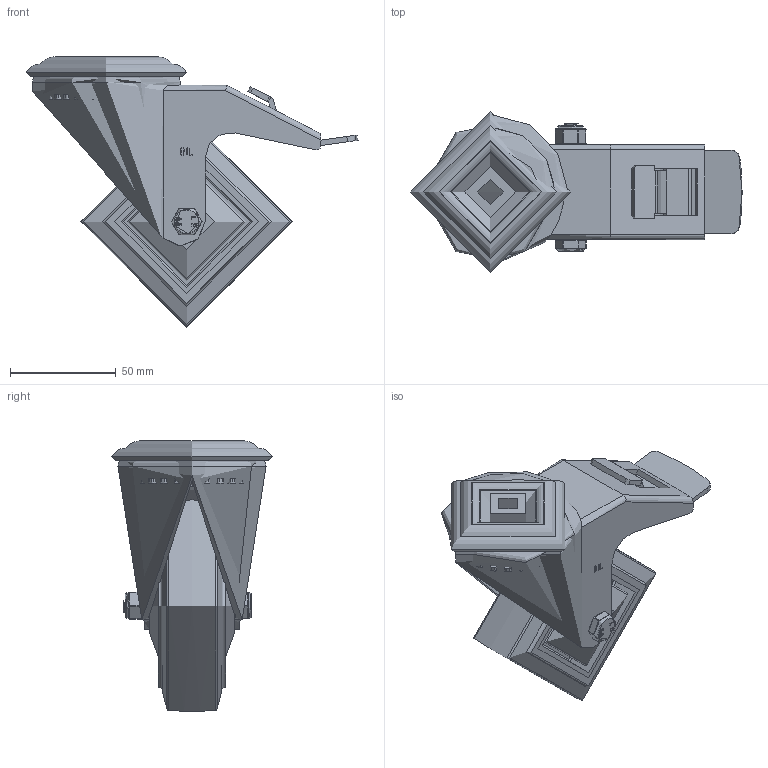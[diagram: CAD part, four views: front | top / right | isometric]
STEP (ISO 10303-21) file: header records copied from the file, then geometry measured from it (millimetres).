
FILE_DESCRIPTION(/* description */ (''),/* implementation_level */ '2;1');
FILE_NAME(/* name */ 'BZMM100STPRBJBH12SWB.step',/* time_stamp */ '2024-09-30T14:07:15+01:00',/* author */ (''),/* organization */ (''),/* preprocessor_version */ 'ST-DEVELOPER v20',/* originating_system */ 'Autodesk Translation Framework v13.20.0.188',/* authorisation */ '');
FILE_SCHEMA (('AUTOMOTIVE_DESIGN { 1 0 10303 214 3 1 1 }'));
Length unit declared in the file: millimetre
Products named in the file (24): BZMM100STPRBJBH12SWB; BZMM100ASBH12SWB v1; PRESSED STEEL, ZINC PLATED HEAD; PRESSED STEEL, ZINC PLATED FORKS; PRESSED STEEL, ZINC PLATED BRAKE PEDAL; BRAKE PAD; BZMM100WSTPRBJM8 v1; 65 SHORE A THERMOPLASTIC RUBBER TYRE; POLYPROPYLENE RIM; BEARING 6202; METAL; METAL2; Pattern; Component1; MIDDLE; RUBBER; RUBBER2; CAP; HEXBOLTM8X55Z8.8 v2; GRADE 8.8 ZINC PLATED BOLT; NYLOCM8Z v1; NYLOC NUT; NUT; RUBBER (1)
Assembly tree (31 placements, depth 5):
  BZMM100STPRBJBH12SWB
    BZMM100ASBH12SWB v1
      PRESSED STEEL, ZINC PLATED HEAD
      PRESSED STEEL, ZINC PLATED FORKS
      PRESSED STEEL, ZINC PLATED BRAKE PEDAL
      BRAKE PAD
    BZMM100WSTPRBJM8 v1
      65 SHORE A THERMOPLASTIC RUBBER TYRE
      POLYPROPYLENE RIM
      BEARING 6202
        METAL
        METAL2
        Pattern
          Component1  x8
        MIDDLE
        RUBBER
        RUBBER2
      CAP  x2
    HEXBOLTM8X55Z8.8 v2
      GRADE 8.8 ZINC PLATED BOLT
    NYLOCM8Z v1
      NYLOC NUT
        NUT
        RUBBER (1)
Bounding box: 157 x 76 x 127.95 mm (x, y, z)
Volume: 253102.6 mm3; surface area: 138878.1 mm2
Topology: 24 solids, 24 shells, 953 faces, 2398 edges, 1559 vertices
Faces by surface type: plane 421, cylinder 252, bspline 180, sphere 48, torus 34, cone 18
Full cylindrical faces by diameter (mm): 0.664 x2, 6.446 x7, 7.866 x13, 8 x3, 8.2 x4, 8.6 x2, 11.5 x3, 12.1 x1, 12.2 x1, 14.8 x2, 15 x1, 18 x1, 20 x4, 21.313 x1, 22.5 x2, 23 x2, 24 x3, 30 x4, 30.5 x2, 31 x4, 32 x3, 35 x4, 38 x1, 41 x2, 44 x2, 49.5 x1, 53 x2, 56 x2, 62 x2, 65 x1
Entity records: 37234 total; most frequent: CARTESIAN_POINT 14987, ORIENTED_EDGE 4656, DIRECTION 4106, EDGE_CURVE 2328, VERTEX_POINT 1529, AXIS2_PLACEMENT_3D 1466, LINE 1174, VECTOR 1174
